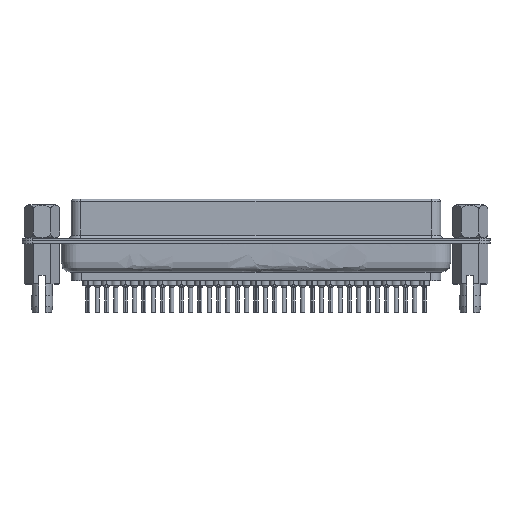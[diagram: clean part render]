
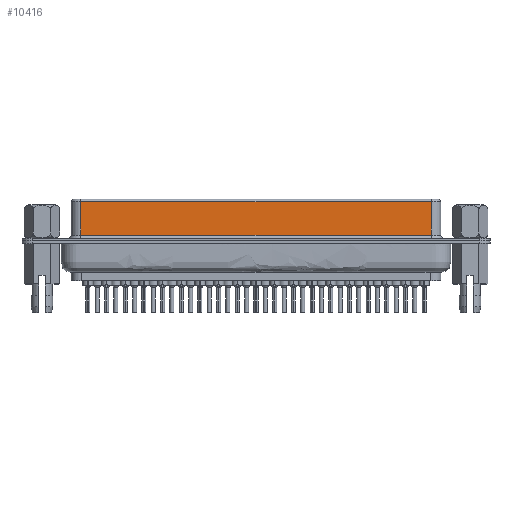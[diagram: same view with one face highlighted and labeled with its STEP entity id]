
A CAD part, top view. The second image highlights one B-rep face of the part: STEP entity #10416.
In plain terms, the highlighted planar face has unit normal (0, 0, 1).
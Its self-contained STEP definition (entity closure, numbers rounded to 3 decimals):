
#1137=LINE('',#17948,#1787);
#1138=LINE('',#17951,#1788);
#1139=LINE('',#17953,#1789);
#1140=LINE('',#17955,#1790);
#1787=VECTOR('',#14714,1000.);
#1788=VECTOR('',#14715,1000.);
#1789=VECTOR('',#14716,1000.);
#1790=VECTOR('',#14717,1000.);
#3931=ORIENTED_EDGE('',*,*,#5713,.F.);
#3932=ORIENTED_EDGE('',*,*,#5714,.T.);
#3933=ORIENTED_EDGE('',*,*,#5715,.T.);
#3934=ORIENTED_EDGE('',*,*,#5716,.T.);
#5713=EDGE_CURVE('',#6804,#6805,#1137,.T.);
#5714=EDGE_CURVE('',#6804,#6806,#1138,.T.);
#5715=EDGE_CURVE('',#6806,#6807,#1139,.T.);
#5716=EDGE_CURVE('',#6807,#6805,#1140,.F.);
#6804=VERTEX_POINT('',#17949);
#6805=VERTEX_POINT('',#17950);
#6806=VERTEX_POINT('',#17952);
#6807=VERTEX_POINT('',#17954);
#8478=EDGE_LOOP('',(#3931,#3932,#3933,#3934));
#9471=FACE_BOUND('',#8478,.T.);
#9865=PLANE('',#11912);
#10416=ADVANCED_FACE('',(#9471),#9865,.T.);
#11912=AXIS2_PLACEMENT_3D('',#17947,#14712,#14713);
#14712=DIRECTION('',(0.,0.,1.));
#14713=DIRECTION('',(1.,0.,0.));
#14714=DIRECTION('',(0.,1.,0.));
#14715=DIRECTION('',(1.,0.,0.));
#14716=DIRECTION('',(0.,1.,0.));
#14717=DIRECTION('',(1.,0.,0.));
#17947=CARTESIAN_POINT('',(-25.97,-6.15,3.95));
#17948=CARTESIAN_POINT('',(-25.97,-6.15,3.95));
#17949=CARTESIAN_POINT('',(-25.97,-5.8,3.95));
#17950=CARTESIAN_POINT('',(-25.97,-0.85,3.95));
#17951=CARTESIAN_POINT('',(25.97,-5.8,3.95));
#17952=CARTESIAN_POINT('',(25.97,-5.8,3.95));
#17953=CARTESIAN_POINT('',(25.97,-6.15,3.95));
#17954=CARTESIAN_POINT('',(25.97,-0.85,3.95));
#17955=CARTESIAN_POINT('',(-25.97,-0.85,3.95));
